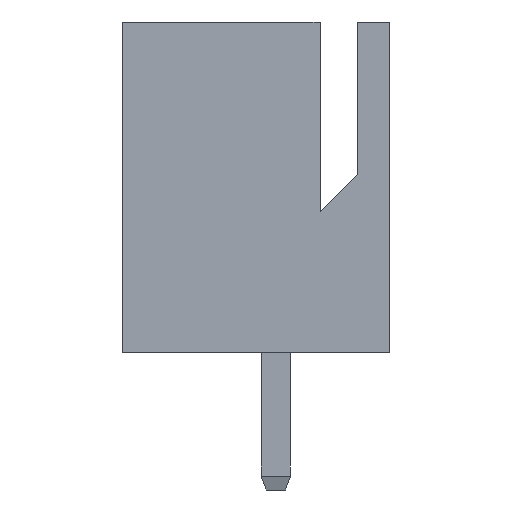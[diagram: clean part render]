
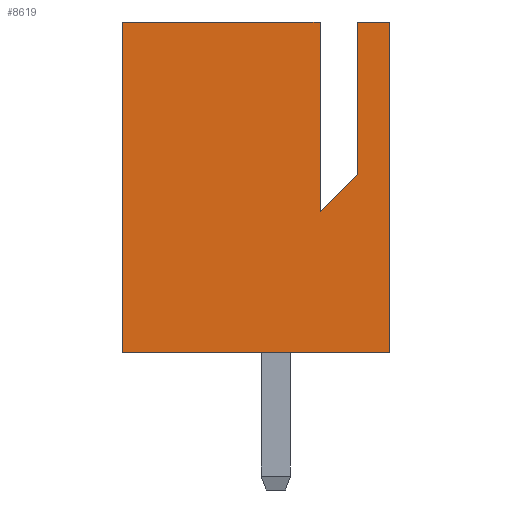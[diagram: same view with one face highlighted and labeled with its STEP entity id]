
A CAD part, left-side view. The second image highlights one B-rep face of the part: STEP entity #8619.
In plain terms, the highlighted planar face has unit normal (-1, 0, 0).
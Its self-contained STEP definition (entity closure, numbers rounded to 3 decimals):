
#559=ORIENTED_EDGE('',*,*,#2293,.T.);
#560=ORIENTED_EDGE('',*,*,#2294,.T.);
#561=ORIENTED_EDGE('',*,*,#2295,.T.);
#562=ORIENTED_EDGE('',*,*,#2184,.T.);
#563=ORIENTED_EDGE('',*,*,#2292,.F.);
#564=ORIENTED_EDGE('',*,*,#2191,.F.);
#565=ORIENTED_EDGE('',*,*,#2131,.T.);
#566=ORIENTED_EDGE('',*,*,#2296,.T.);
#2131=EDGE_CURVE('',#3022,#3021,#3589,.T.);
#2184=EDGE_CURVE('',#3045,#3070,#3642,.T.);
#2191=EDGE_CURVE('',#3022,#3076,#3649,.T.);
#2292=EDGE_CURVE('',#3076,#3070,#3750,.T.);
#2293=EDGE_CURVE('',#3151,#3152,#3751,.T.);
#2294=EDGE_CURVE('',#3152,#3153,#3752,.T.);
#2295=EDGE_CURVE('',#3153,#3045,#3753,.T.);
#2296=EDGE_CURVE('',#3021,#3151,#3754,.T.);
#3021=VERTEX_POINT('',#10644);
#3022=VERTEX_POINT('',#10646);
#3045=VERTEX_POINT('',#10700);
#3070=VERTEX_POINT('',#10751);
#3076=VERTEX_POINT('',#10766);
#3151=VERTEX_POINT('',#10962);
#3152=VERTEX_POINT('',#10963);
#3153=VERTEX_POINT('',#10965);
#3589=LINE('',#10645,#4215);
#3642=LINE('',#10752,#4268);
#3649=LINE('',#10765,#4275);
#3750=LINE('',#10959,#4376);
#3751=LINE('',#10961,#4377);
#3752=LINE('',#10964,#4378);
#3753=LINE('',#10966,#4379);
#3754=LINE('',#10967,#4380);
#4215=VECTOR('',#9341,1000.);
#4268=VECTOR('',#9404,1000.);
#4275=VECTOR('',#9413,1000.);
#4376=VECTOR('',#9550,1000.);
#4377=VECTOR('',#9553,1000.);
#4378=VECTOR('',#9554,1000.);
#4379=VECTOR('',#9555,1000.);
#4380=VECTOR('',#9556,1000.);
#4861=EDGE_LOOP('',(#559,#560,#561,#562,#563,#564,#565,#566));
#5259=FACE_BOUND('',#4861,.T.);
#5657=PLANE('',#9019);
#8619=ADVANCED_FACE('',(#5259),#5657,.T.);
#9019=AXIS2_PLACEMENT_3D('',#10960,#9551,#9552);
#9341=DIRECTION('',(0.,1.,0.));
#9404=DIRECTION('',(0.,0.,-1.));
#9413=DIRECTION('',(0.,0.,-1.));
#9550=DIRECTION('',(0.,1.,0.));
#9551=DIRECTION('',(-1.,0.,0.));
#9552=DIRECTION('',(0.,0.,1.));
#9553=DIRECTION('',(0.,0.707,-0.707));
#9554=DIRECTION('',(0.,0.,1.));
#9555=DIRECTION('',(0.,1.,0.));
#9556=DIRECTION('',(0.,0.,-1.));
#10644=CARTESIAN_POINT('',(-9.957,-1.778,7.214));
#10645=CARTESIAN_POINT('',(-9.957,-2.489,7.214));
#10646=CARTESIAN_POINT('',(-9.957,-2.489,7.214));
#10700=CARTESIAN_POINT('',(-9.957,3.353,7.214));
#10751=CARTESIAN_POINT('',(-9.957,3.353,0.));
#10752=CARTESIAN_POINT('',(-9.957,3.353,0.711));
#10765=CARTESIAN_POINT('',(-9.957,-2.489,0.711));
#10766=CARTESIAN_POINT('',(-9.957,-2.489,0.));
#10959=CARTESIAN_POINT('',(-9.957,-2.489,0.));
#10960=CARTESIAN_POINT('',(-9.957,-2.489,0.711));
#10961=CARTESIAN_POINT('',(-9.957,-1.778,3.886));
#10962=CARTESIAN_POINT('',(-9.957,-1.778,3.886));
#10963=CARTESIAN_POINT('',(-9.957,-0.965,3.073));
#10964=CARTESIAN_POINT('',(-9.957,-0.965,3.073));
#10965=CARTESIAN_POINT('',(-9.957,-0.965,7.214));
#10966=CARTESIAN_POINT('',(-9.957,-2.489,7.214));
#10967=CARTESIAN_POINT('',(-9.957,-1.778,7.214));
